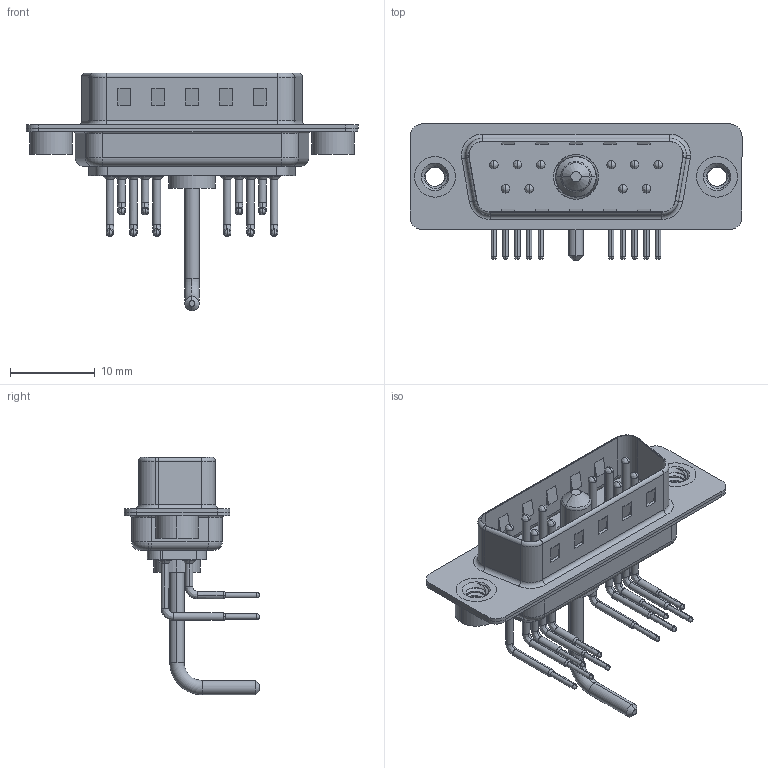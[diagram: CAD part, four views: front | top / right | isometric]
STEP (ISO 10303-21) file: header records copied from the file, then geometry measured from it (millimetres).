
FILE_DESCRIPTION (( 'STEP AP203' ), '1' );
FILE_NAME ('629-11W1650-1N2.STEP', '2022-05-07T02:18:01', ( '' ), ( '' ), 'SwSTEP 2.0', 'SolidWorks 2020', '' );
FILE_SCHEMA (( 'CONFIG_CONTROL_DESIGN' ));
Length unit declared in the file: millimetre
Products named in the file (8): 629Combo Contact Row 1; Power Pin_Ext 10A RA; 629Combo Housing_11W1; 629Combo Shell Front_15 Contacts; 629Combo Shell Rear_15 Contacts; 629-11W1650-1N2; 629Combo Contact Row 2; 629Combo Threaded Rivet_2
Assembly tree (16 placements, depth 2):
  629-11W1650-1N2
    629Combo Housing_11W1
    629Combo Shell Rear_15 Contacts
    629Combo Shell Front_15 Contacts
    629Combo Threaded Rivet_2  x2
    Power Pin_Ext 10A RA
    629Combo Contact Row 1  x6
    629Combo Contact Row 2  x4
Bounding box: 39.2 x 16.05 x 28.08 mm (x, y, z)
Volume: 2022.2 mm3; surface area: 5220.8 mm2
Topology: 17 solids, 20 shells, 1496 faces, 4082 edges, 2640 vertices
Faces by surface type: plane 798, cylinder 518, bspline 67, cone 59, torus 54
Entity records: 22359 total; most frequent: CARTESIAN_POINT 5127, DIRECTION 3508, ORIENTED_EDGE 3290, EDGE_CURVE 1645, AXIS2_PLACEMENT_3D 1264, VERTEX_POINT 1058, LINE 980, VECTOR 980
